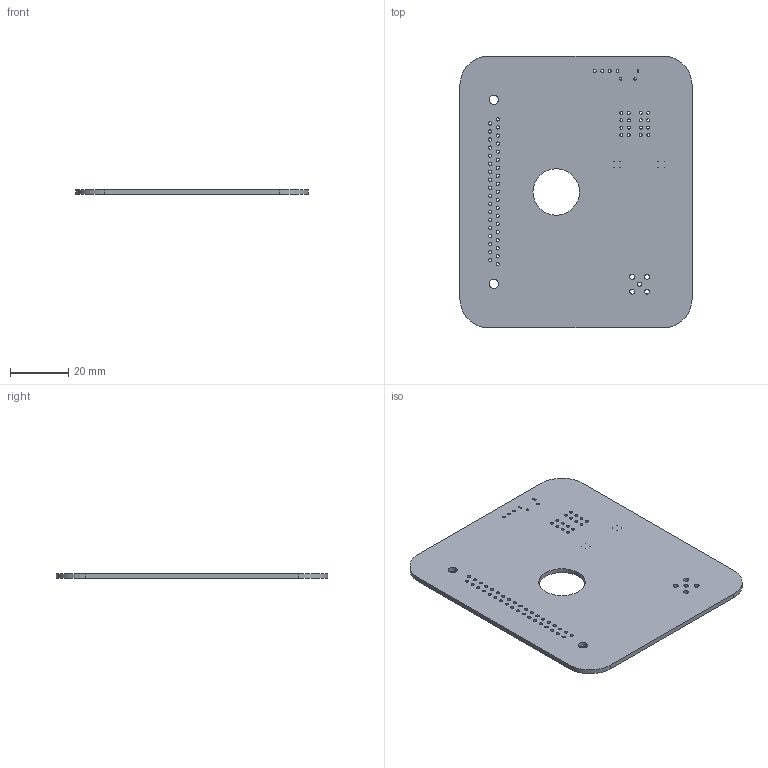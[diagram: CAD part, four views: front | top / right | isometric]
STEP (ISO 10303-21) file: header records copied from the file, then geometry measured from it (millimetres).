
FILE_DESCRIPTION(('KiCad electronic assembly'),'2;1');
FILE_NAME('Telemetry_KiCAD_Project_Corrected_Dimensions.step', '2022-02-28T17:49:59',('Pcbnew'),('Kicad'), 'Open CASCADE STEP processor 7.5','KiCad to STEP converter','Unknown' );
FILE_SCHEMA(('AUTOMOTIVE_DESIGN { 1 0 10303 214 1 1 1 1 }'));
Length unit declared in the file: millimetre
Products named in the file (2): Telemetry_KiCAD_Project_Corrected_Dimensions 1; Telemetry_KiCAD_Project PCB
Assembly tree (1 placements, depth 2):
  Telemetry_KiCAD_Project_Corrected_Dimensions 1
    Telemetry_KiCAD_Project PCB
Bounding box: 80 x 93.6 x 1.6 mm (x, y, z)
Volume: 11394.1 mm3; surface area: 15252.1 mm2
Topology: 1 solids, 1 shells, 92 faces, 270 edges, 180 vertices
Faces by surface type: cylinder 82, plane 10
Full cylindrical faces by diameter (mm): 0.2 x8, 0.85 x2, 1 x19, 1.1 x37, 1.5 x1, 1.7 x4, 3.2 x2, 16 x1
Entity records: 7511 total; most frequent: CARTESIAN_POINT 2068, DIRECTION 998, ORIENTED_EDGE 540, PCURVE 540, DEFINITIONAL_REPRESENTATION 540, LINE 482, VECTOR 482, EDGE_CURVE 270
